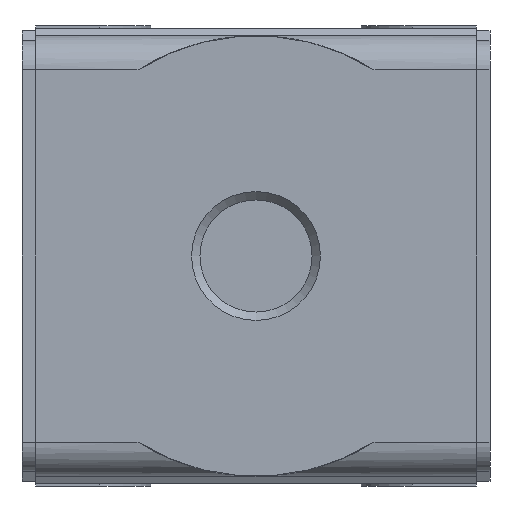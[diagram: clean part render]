
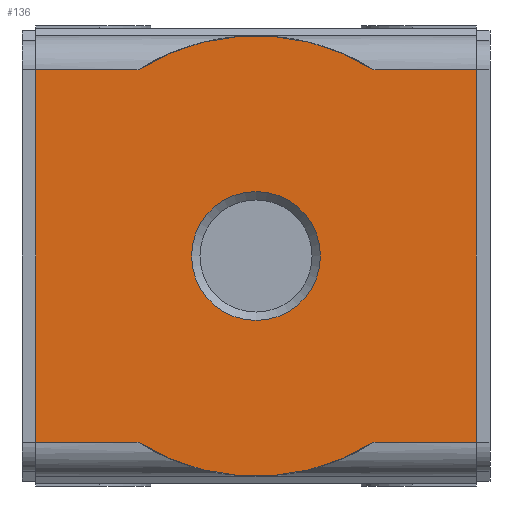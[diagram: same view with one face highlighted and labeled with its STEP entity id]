
A CAD part, front view. The second image highlights one B-rep face of the part: STEP entity #136.
In plain terms, the highlighted planar face has unit normal (0, -1, 0).
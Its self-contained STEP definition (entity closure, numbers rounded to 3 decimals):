
#136 = ADVANCED_FACE( '', ( #350, #351 ), #352, .F. );
#350 = FACE_BOUND( '', #808, .T. );
#351 = FACE_OUTER_BOUND( '', #809, .T. );
#352 = PLANE( '', #810 );
#808 = EDGE_LOOP( '', ( #1308 ) );
#809 = EDGE_LOOP( '', ( #1309, #1310, #1311, #1312, #1313, #1314, #1315, #1316 ) );
#810 = AXIS2_PLACEMENT_3D( '', #1317, #1318, #1319 );
#1308 = ORIENTED_EDGE( '', *, *, #2939, .F. );
#1309 = ORIENTED_EDGE( '', *, *, #2940, .T. );
#1310 = ORIENTED_EDGE( '', *, *, #2941, .T. );
#1311 = ORIENTED_EDGE( '', *, *, #2942, .T. );
#1312 = ORIENTED_EDGE( '', *, *, #2943, .T. );
#1313 = ORIENTED_EDGE( '', *, *, #2936, .F. );
#1314 = ORIENTED_EDGE( '', *, *, #2944, .T. );
#1315 = ORIENTED_EDGE( '', *, *, #2945, .F. );
#1316 = ORIENTED_EDGE( '', *, *, #2946, .F. );
#1317 = CARTESIAN_POINT( '', ( 22.5, 0., 19. ) );
#1318 = DIRECTION( '', ( 0., 1., 0. ) );
#1319 = DIRECTION( '', ( 0., 0., 1. ) );
#2936 = EDGE_CURVE( '', #3479, #3482, #3483, .T. );
#2939 = EDGE_CURVE( '', #3487, #3487, #3488, .T. );
#2940 = EDGE_CURVE( '', #3489, #3490, #3491, .T. );
#2941 = EDGE_CURVE( '', #3490, #3492, #3493, .T. );
#2942 = EDGE_CURVE( '', #3492, #3494, #3495, .T. );
#2943 = EDGE_CURVE( '', #3494, #3482, #3496, .T. );
#2944 = EDGE_CURVE( '', #3479, #3497, #3498, .T. );
#2945 = EDGE_CURVE( '', #3499, #3497, #3500, .T. );
#2946 = EDGE_CURVE( '', #3489, #3499, #3501, .T. );
#3479 = VERTEX_POINT( '', #4391 );
#3482 = VERTEX_POINT( '', #4411 );
#3483 = LINE( '', #4412, #4413 );
#3487 = VERTEX_POINT( '', #4418 );
#3488 = CIRCLE( '', #4419, 6.579 );
#3489 = VERTEX_POINT( '', #4420 );
#3490 = VERTEX_POINT( '', #4421 );
#3491 = LINE( '', #4422, #4423 );
#3492 = VERTEX_POINT( '', #4424 );
#3493 = CIRCLE( '', #4425, 22.5 );
#3494 = VERTEX_POINT( '', #4426 );
#3495 = LINE( '', #4427, #4428 );
#3496 = LINE( '', #4429, #4430 );
#3497 = VERTEX_POINT( '', #4431 );
#3498 = CIRCLE( '', #4432, 22.5 );
#3499 = VERTEX_POINT( '', #4433 );
#3500 = LINE( '', #4434, #4435 );
#3501 = LINE( '', #4436, #4437 );
#4391 = CARTESIAN_POINT( '', ( -12.052, 0., -19. ) );
#4411 = CARTESIAN_POINT( '', ( -22.5, 0., -19. ) );
#4412 = CARTESIAN_POINT( '', ( 22.5, 0., -19. ) );
#4413 = VECTOR( '', #5693, 1000. );
#4418 = CARTESIAN_POINT( '', ( 0., 0., -6.579 ) );
#4419 = AXIS2_PLACEMENT_3D( '', #5698, #5699, #5700 );
#4420 = CARTESIAN_POINT( '', ( 22.5, 0., 19. ) );
#4421 = CARTESIAN_POINT( '', ( 12.052, 0., 19. ) );
#4422 = CARTESIAN_POINT( '', ( 22.5, 0., 19. ) );
#4423 = VECTOR( '', #5701, 1000. );
#4424 = CARTESIAN_POINT( '', ( -12.052, 0., 19. ) );
#4425 = AXIS2_PLACEMENT_3D( '', #5702, #5703, #5704 );
#4426 = CARTESIAN_POINT( '', ( -22.5, 0., 19. ) );
#4427 = CARTESIAN_POINT( '', ( 22.5, 0., 19. ) );
#4428 = VECTOR( '', #5705, 1000. );
#4429 = CARTESIAN_POINT( '', ( -22.5, 0., 19. ) );
#4430 = VECTOR( '', #5706, 1000. );
#4431 = CARTESIAN_POINT( '', ( 12.052, 0., -19. ) );
#4432 = AXIS2_PLACEMENT_3D( '', #5707, #5708, #5709 );
#4433 = CARTESIAN_POINT( '', ( 22.5, 0., -19. ) );
#4434 = CARTESIAN_POINT( '', ( 22.5, 0., -19. ) );
#4435 = VECTOR( '', #5710, 1000. );
#4436 = CARTESIAN_POINT( '', ( 22.5, 0., 19. ) );
#4437 = VECTOR( '', #5711, 1000. );
#5693 = DIRECTION( '', ( -1., 0., 0. ) );
#5698 = CARTESIAN_POINT( '', ( 0., 0., 0. ) );
#5699 = DIRECTION( '', ( 0., -1., 0. ) );
#5700 = DIRECTION( '', ( 0., 0., -1. ) );
#5701 = DIRECTION( '', ( -1., 0., 0. ) );
#5702 = CARTESIAN_POINT( '', ( 0., 0., 0. ) );
#5703 = DIRECTION( '', ( 0., -1., 0. ) );
#5704 = DIRECTION( '', ( 0., 0., -1. ) );
#5705 = DIRECTION( '', ( -1., 0., 0. ) );
#5706 = DIRECTION( '', ( 0., 0., -1. ) );
#5707 = CARTESIAN_POINT( '', ( 0., 0., 0. ) );
#5708 = DIRECTION( '', ( 0., -1., 0. ) );
#5709 = DIRECTION( '', ( 0., 0., -1. ) );
#5710 = DIRECTION( '', ( -1., 0., 0. ) );
#5711 = DIRECTION( '', ( 0., 0., -1. ) );
